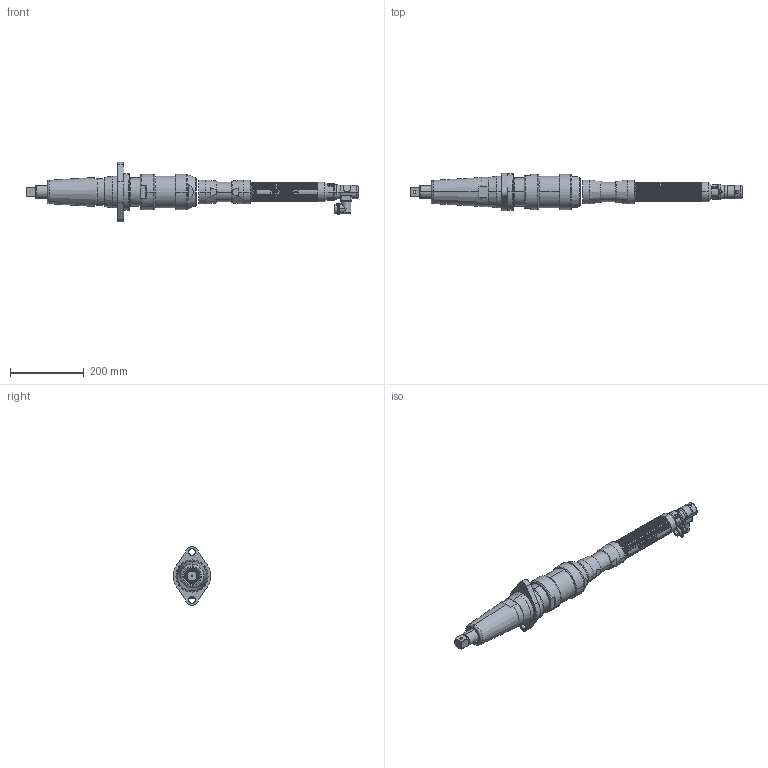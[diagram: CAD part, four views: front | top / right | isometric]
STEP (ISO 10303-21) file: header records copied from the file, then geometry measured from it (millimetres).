
FILE_DESCRIPTION((''),'2;1');
FILE_NAME('EB55MBF1-1500','2012-05-31T',('EJF1116'),(''),'PRO/ENGINEER BY PARAMETRIC TECHNOLOGY CORPORATION, 2010430','PRO/ENGINEER BY PARAMETRIC TECHNOLOGY CORPORATION, 2010430','');
FILE_SCHEMA(('CONFIG_CONTROL_DESIGN'));
Length unit declared in the file: inch
Products named in the file (1): EB55MBF1-1500
Bounding box: 897.57 x 101.25 x 160.35 mm (x, y, z)
Surface area: 256285.8 mm2 (no closed solid volume)
Topology: 0 solids, 92 shells, 393 faces, 2647 edges, 2248 vertices
Faces by surface type: cylinder 192, plane 107, cone 40, torus 34, bspline 18, extrusion 2
Entity records: 31450 total; most frequent: CARTESIAN_POINT 13130, DIRECTION 3325, ORIENTED_EDGE 3245, EDGE_CURVE 2647, VERTEX_POINT 2248, VECTOR 1341, LINE 1339, AXIS2_PLACEMENT_3D 992
